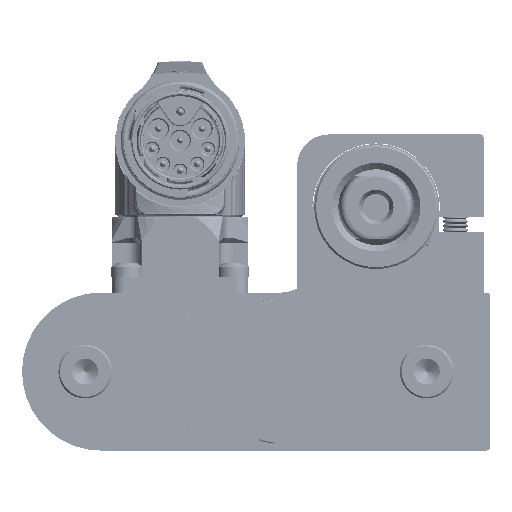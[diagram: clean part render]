
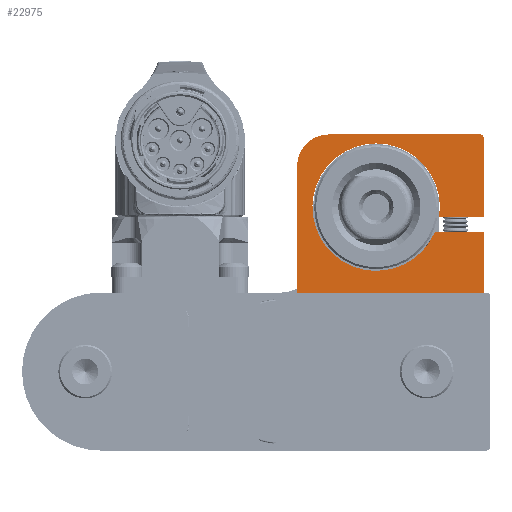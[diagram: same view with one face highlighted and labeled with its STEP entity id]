
A CAD part, left-side view. The second image highlights one B-rep face of the part: STEP entity #22975.
In plain terms, the highlighted face is planar.
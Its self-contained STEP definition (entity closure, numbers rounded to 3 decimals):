
#145 = CARTESIAN_POINT ( 'NONE',  ( 5.5, -1., 30. ) ) ;
#992 = VERTEX_POINT ( 'NONE', #41988 ) ;
#1296 = EDGE_CURVE ( 'NONE', #13562, #53463, #6699, .T. ) ;
#2766 = DIRECTION ( 'NONE',  ( 0., 0., 1. ) ) ;
#6699 = LINE ( 'NONE', #37838, #14014 ) ;
#7021 = DIRECTION ( 'NONE',  ( 1., 0., 0. ) ) ;
#7689 = EDGE_CURVE ( 'NONE', #58907, #51810, #83291, .T. ) ;
#8362 = LINE ( 'NONE', #145, #81456 ) ;
#10893 = ORIENTED_EDGE ( 'NONE', *, *, #82051, .F. ) ;
#11652 = VECTOR ( 'NONE', #25053, 1000. ) ;
#12051 = CARTESIAN_POINT ( 'NONE',  ( 14.5, -10.5, 30. ) ) ;
#13562 = VERTEX_POINT ( 'NONE', #83832 ) ;
#14014 = VECTOR ( 'NONE', #32221, 1000. ) ;
#16376 = CARTESIAN_POINT ( 'NONE',  ( -15., 14.5, 30. ) ) ;
#16708 = CARTESIAN_POINT ( 'NONE',  ( 5.5, 1.5, 30. ) ) ;
#19020 = VERTEX_POINT ( 'NONE', #24896 ) ;
#19090 = EDGE_CURVE ( 'NONE', #51810, #46700, #82889, .T. ) ;
#22348 = ORIENTED_EDGE ( 'NONE', *, *, #1296, .T. ) ;
#22975 = ADVANCED_FACE ( 'NONE', ( #60534 ), #45261, .T. ) ;
#23824 = CARTESIAN_POINT ( 'NONE',  ( 14.5, 1.5, 30. ) ) ;
#24745 = EDGE_CURVE ( 'NONE', #53463, #992, #84642, .T. ) ;
#24896 = CARTESIAN_POINT ( 'NONE',  ( 6.747, -1., 30. ) ) ;
#25053 = DIRECTION ( 'NONE',  ( 0., -1., 0. ) ) ;
#25836 = DIRECTION ( 'NONE',  ( 1., 0., 0. ) ) ;
#26042 = CARTESIAN_POINT ( 'NONE',  ( 14., 14.5, 30. ) ) ;
#26123 = DIRECTION ( 'NONE',  ( 0., 1., 0. ) ) ;
#27145 = LINE ( 'NONE', #73973, #59452 ) ;
#28504 = ORIENTED_EDGE ( 'NONE', *, *, #83491, .T. ) ;
#28904 = DIRECTION ( 'NONE',  ( -1., 0., 0. ) ) ;
#31194 = VECTOR ( 'NONE', #31675, 1000. ) ;
#31675 = DIRECTION ( 'NONE',  ( 0., 1., 0. ) ) ;
#32221 = DIRECTION ( 'NONE',  ( 1., 0., 0. ) ) ;
#32653 = EDGE_CURVE ( 'NONE', #100838, #86870, #87542, .T. ) ;
#34628 = AXIS2_PLACEMENT_3D ( 'NONE', #36743, #51041, #90293 ) ;
#36743 = CARTESIAN_POINT ( 'NONE',  ( -2.5, 3., 30. ) ) ;
#37838 = CARTESIAN_POINT ( 'NONE',  ( -15., -10.5, 30. ) ) ;
#39496 = DIRECTION ( 'NONE',  ( 1., 0., 0. ) ) ;
#40051 = EDGE_CURVE ( 'NONE', #86870, #19020, #98106, .T. ) ;
#41024 = AXIS2_PLACEMENT_3D ( 'NONE', #95160, #43138, #25836 ) ;
#41131 = ORIENTED_EDGE ( 'NONE', *, *, #19090, .T. ) ;
#41988 = CARTESIAN_POINT ( 'NONE',  ( 14.5, -1., 30. ) ) ;
#42027 = ORIENTED_EDGE ( 'NONE', *, *, #24745, .T. ) ;
#42698 = CIRCLE ( 'NONE', #73579, 5. ) ;
#43138 = DIRECTION ( 'NONE',  ( 0., 0., 1. ) ) ;
#43416 = ORIENTED_EDGE ( 'NONE', *, *, #7689, .T. ) ;
#43471 = ORIENTED_EDGE ( 'NONE', *, *, #32653, .F. ) ;
#45261 = PLANE ( 'NONE',  #66729 ) ;
#45561 = CARTESIAN_POINT ( 'NONE',  ( 14.5, 14., 30. ) ) ;
#46700 = VERTEX_POINT ( 'NONE', #63609 ) ;
#47331 = ORIENTED_EDGE ( 'NONE', *, *, #40051, .F. ) ;
#48218 = VECTOR ( 'NONE', #28904, 1000. ) ;
#51041 = DIRECTION ( 'NONE',  ( 0., 0., 1. ) ) ;
#51810 = VERTEX_POINT ( 'NONE', #26042 ) ;
#53463 = VERTEX_POINT ( 'NONE', #12051 ) ;
#54910 = EDGE_CURVE ( 'NONE', #100838, #58907, #27145, .T. ) ;
#55378 = CARTESIAN_POINT ( 'NONE',  ( 0., 0., 30. ) ) ;
#58907 = VERTEX_POINT ( 'NONE', #45561 ) ;
#59452 = VECTOR ( 'NONE', #26123, 1000. ) ;
#59511 = CARTESIAN_POINT ( 'NONE',  ( -15., 14.5, 30. ) ) ;
#60534 = FACE_OUTER_BOUND ( 'NONE', #87414, .T. ) ;
#61263 = ORIENTED_EDGE ( 'NONE', *, *, #54910, .T. ) ;
#61604 = DIRECTION ( 'NONE',  ( 0., 0., 1. ) ) ;
#62104 = CARTESIAN_POINT ( 'NONE',  ( -10., 9.5, 30. ) ) ;
#63515 = DIRECTION ( 'NONE',  ( 1., 0., 0. ) ) ;
#63609 = CARTESIAN_POINT ( 'NONE',  ( -10., 14.5, 30. ) ) ;
#63737 = LINE ( 'NONE', #16376, #11652 ) ;
#66391 = VERTEX_POINT ( 'NONE', #82301 ) ;
#66729 = AXIS2_PLACEMENT_3D ( 'NONE', #55378, #2766, #63515 ) ;
#72201 = DIRECTION ( 'NONE',  ( -1., 0., 0. ) ) ;
#73579 = AXIS2_PLACEMENT_3D ( 'NONE', #62104, #61604, #7021 ) ;
#73973 = CARTESIAN_POINT ( 'NONE',  ( 14.5, 14.5, 30. ) ) ;
#81225 = VECTOR ( 'NONE', #72201, 1000. ) ;
#81456 = VECTOR ( 'NONE', #39496, 1000. ) ;
#82051 = EDGE_CURVE ( 'NONE', #19020, #992, #8362, .T. ) ;
#82301 = CARTESIAN_POINT ( 'NONE',  ( -15., 9.5, 30. ) ) ;
#82889 = LINE ( 'NONE', #59511, #48218 ) ;
#83291 = CIRCLE ( 'NONE', #41024, 0.5 ) ;
#83491 = EDGE_CURVE ( 'NONE', #66391, #13562, #63737, .T. ) ;
#83832 = CARTESIAN_POINT ( 'NONE',  ( -15., -10.5, 30. ) ) ;
#84141 = CARTESIAN_POINT ( 'NONE',  ( 14.5, 14.5, 30. ) ) ;
#84217 = EDGE_CURVE ( 'NONE', #46700, #66391, #42698, .T. ) ;
#84316 = ORIENTED_EDGE ( 'NONE', *, *, #84217, .T. ) ;
#84642 = LINE ( 'NONE', #84141, #31194 ) ;
#86870 = VERTEX_POINT ( 'NONE', #92183 ) ;
#87414 = EDGE_LOOP ( 'NONE', ( #61263, #43416, #41131, #84316, #28504, #22348, #42027, #10893, #47331, #43471 ) ) ;
#87542 = LINE ( 'NONE', #16708, #81225 ) ;
#90293 = DIRECTION ( 'NONE',  ( 1., 0., 0. ) ) ;
#92183 = CARTESIAN_POINT ( 'NONE',  ( 7.463, 1.5, 30. ) ) ;
#95160 = CARTESIAN_POINT ( 'NONE',  ( 14., 14., 30. ) ) ;
#98106 = CIRCLE ( 'NONE', #34628, 10.075 ) ;
#100838 = VERTEX_POINT ( 'NONE', #23824 ) ;
